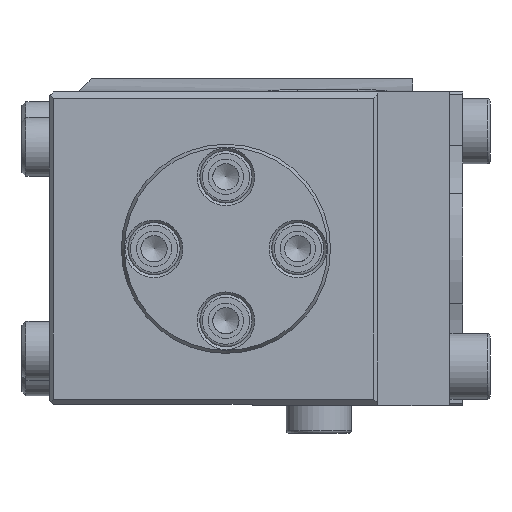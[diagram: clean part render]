
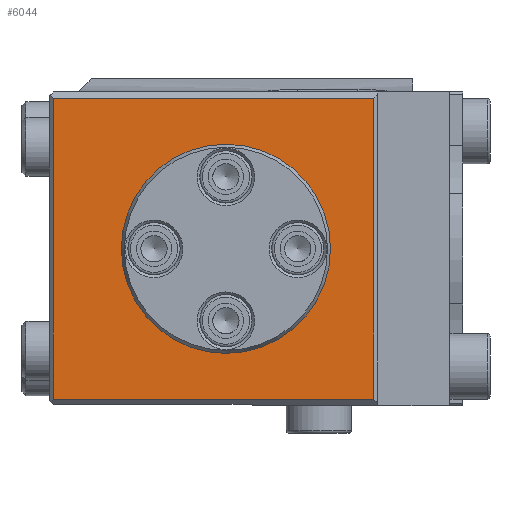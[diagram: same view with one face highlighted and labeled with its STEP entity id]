
A CAD part, left-side view. The second image highlights one B-rep face of the part: STEP entity #6044.
In plain terms, the highlighted planar face has unit normal (-1, 0, 0).
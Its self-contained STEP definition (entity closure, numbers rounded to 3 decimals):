
#456=FACE_BOUND('',#1040,.T.);
#658=FACE_OUTER_BOUND('',#1039,.T.);
#1039=EDGE_LOOP('',(#4851,#4852,#4853,#4854));
#1040=EDGE_LOOP('',(#4855,#4856));
#1357=CIRCLE('',#6662,8.);
#1358=CIRCLE('',#6663,8.);
#1830=LINE('',#9780,#2364);
#1833=LINE('',#9786,#2367);
#1839=LINE('',#9797,#2373);
#1840=LINE('',#9798,#2374);
#2364=VECTOR('',#7927,23.);
#2367=VECTOR('',#7932,24.5);
#2373=VECTOR('',#7940,24.5);
#2374=VECTOR('',#7941,23.);
#2902=VERTEX_POINT('',#9777);
#2903=VERTEX_POINT('',#9779);
#2905=VERTEX_POINT('',#9785);
#2909=VERTEX_POINT('',#9796);
#2910=VERTEX_POINT('',#9799);
#2911=VERTEX_POINT('',#9800);
#3612=EDGE_CURVE('',#2902,#2903,#1830,.T.);
#3615=EDGE_CURVE('',#2903,#2905,#1833,.T.);
#3621=EDGE_CURVE('',#2902,#2909,#1839,.T.);
#3622=EDGE_CURVE('',#2905,#2909,#1840,.T.);
#3623=EDGE_CURVE('',#2910,#2911,#1357,.T.);
#3624=EDGE_CURVE('',#2911,#2910,#1358,.T.);
#4851=ORIENTED_EDGE('',*,*,#3612,.F.);
#4852=ORIENTED_EDGE('',*,*,#3621,.T.);
#4853=ORIENTED_EDGE('',*,*,#3622,.F.);
#4854=ORIENTED_EDGE('',*,*,#3615,.F.);
#4855=ORIENTED_EDGE('',*,*,#3623,.T.);
#4856=ORIENTED_EDGE('',*,*,#3624,.T.);
#5798=PLANE('',#6661);
#6044=ADVANCED_FACE('',(#658,#456),#5798,.T.);
#6661=AXIS2_PLACEMENT_3D('',#9795,#7938,#7939);
#6662=AXIS2_PLACEMENT_3D('',#9801,#7942,#7943);
#6663=AXIS2_PLACEMENT_3D('',#9802,#7944,#7945);
#7927=DIRECTION('',(0.,0.,-1.));
#7932=DIRECTION('',(0.,1.,0.));
#7938=DIRECTION('center_axis',(-1.,0.,0.));
#7939=DIRECTION('ref_axis',(0.,0.,1.));
#7940=DIRECTION('',(0.,1.,0.));
#7941=DIRECTION('',(0.,0.,1.));
#7942=DIRECTION('center_axis',(1.,0.,0.));
#7943=DIRECTION('ref_axis',(0.,0.,1.));
#7944=DIRECTION('center_axis',(1.,0.,0.));
#7945=DIRECTION('ref_axis',(0.,0.,1.));
#9777=CARTESIAN_POINT('',(-27.,6.8,11.5));
#9779=CARTESIAN_POINT('',(-27.,6.8,-11.5));
#9780=CARTESIAN_POINT('',(-27.,6.8,11.5));
#9785=CARTESIAN_POINT('',(-27.,31.3,-11.5));
#9786=CARTESIAN_POINT('',(-27.,6.8,-11.5));
#9795=CARTESIAN_POINT('Origin',(-27.,0.,11.5));
#9796=CARTESIAN_POINT('',(-27.,31.3,11.5));
#9797=CARTESIAN_POINT('',(-27.,6.8,11.5));
#9798=CARTESIAN_POINT('',(-27.,31.3,-11.5));
#9799=CARTESIAN_POINT('',(-27.,18.1,-8.));
#9800=CARTESIAN_POINT('',(-27.,18.1,8.));
#9801=CARTESIAN_POINT('Origin',(-27.,18.1,0.));
#9802=CARTESIAN_POINT('Origin',(-27.,18.1,0.));
